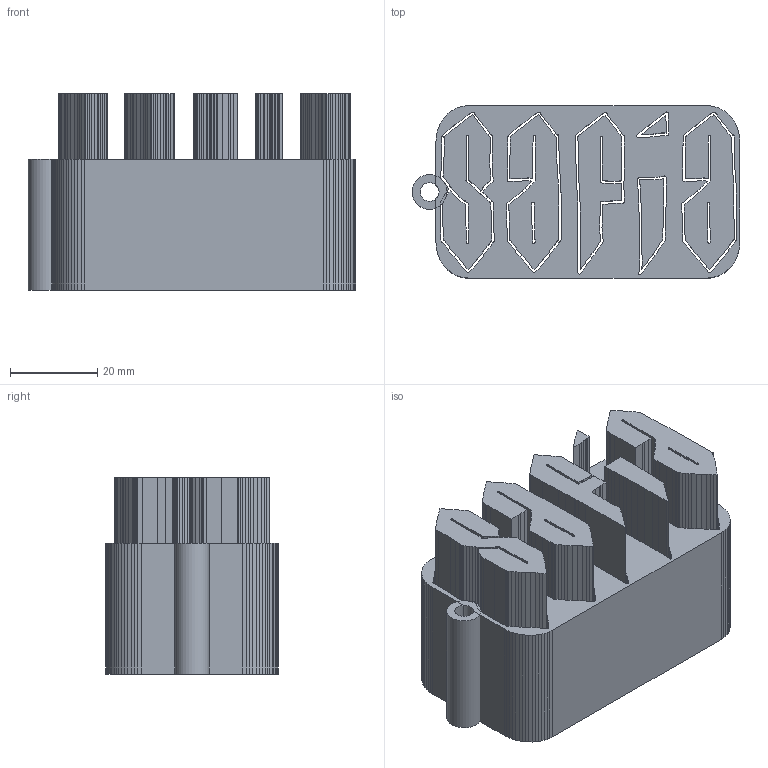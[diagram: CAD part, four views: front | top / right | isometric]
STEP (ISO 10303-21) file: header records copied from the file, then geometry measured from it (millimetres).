
FILE_DESCRIPTION(/* description */ ('STEP AP242 Edition 2','CAx-IF Rec.Pracs.---Representation and Presentation of Product Manufacturing Information (PMI)---4.0---2014-10-13','CAx-IF Rec.Pracs.---3D Tessellated Geometry---0.4---2014-09-14','2;1','CAx-IF Rec.Pracs.---User Defined Attributes---1.5---2016-08-15'),/* implementation_level */ '2;1');
FILE_NAME(/* name */ '69408feec88e071388d37166',/* time_stamp */ '2025-12-15T22:47:12Z',/* author */ (''),/* organization */ (''),/* preprocessor_version */ 'ST-DEVELOPER v20',/* originating_system */ 'ONSHAPE BY PTC INC, 1.208',/* authorisation */ ' ');
FILE_SCHEMA (('AP242_MANAGED_MODEL_BASED_3D_ENGINEERING_MIM_LF { 1 0 10303 442 3 1 4 }'));
Length unit declared in the file: metre
Products named in the file (8): Part 6; Part 1; Part 2; Part 3; Part 8; Part 4; Part 5; Part 7
Bounding box: 75.19 x 39.54 x 45 mm (x, y, z)
Volume: 91718.1 mm3; surface area: 50837.8 mm2
Topology: 8 solids, 8 shells, 1438 faces, 4266 edges, 2844 vertices
Faces by surface type: plane 1435, cylinder 3
Full cylindrical faces by diameter (mm): 4.308 x1, 8 x1
Entity records: 47326 total; most frequent: CARTESIAN_POINT 8554, ORIENTED_EDGE 8528, DIRECTION 7162, EDGE_CURVE 4264, LINE 4258, VECTOR 4258, VERTEX_POINT 2844, EDGE_LOOP 1458
